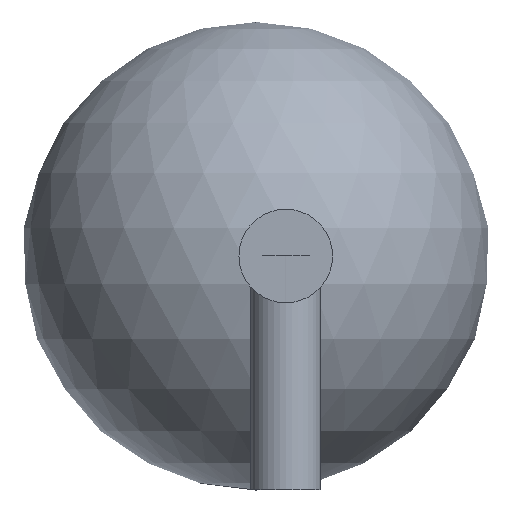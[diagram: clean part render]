
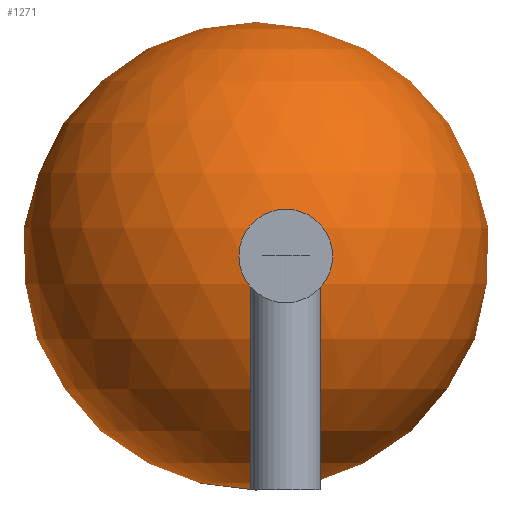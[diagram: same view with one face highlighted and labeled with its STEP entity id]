
A CAD part, left-side view. The second image highlights one B-rep face of the part: STEP entity #1271.
In plain terms, the highlighted spherical face has radius 1 mm.
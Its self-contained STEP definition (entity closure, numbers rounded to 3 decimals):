
#1271 = ADVANCED_FACE('',(#1272),#1276,.T.);
#1272 = FACE_BOUND('',#1273,.T.);
#1273 = VERTEX_LOOP('',#1274);
#1274 = VERTEX_POINT('',#1275);
#1275 = CARTESIAN_POINT('',(0.,0.,-1.));
#1276 = SPHERICAL_SURFACE('',#1277,1.);
#1277 = AXIS2_PLACEMENT_3D('',#1278,#1279,#1280);
#1278 = CARTESIAN_POINT('',(0.,0.,0.));
#1279 = DIRECTION('',(0.,0.,1.));
#1280 = DIRECTION('',(1.,0.,0.));
